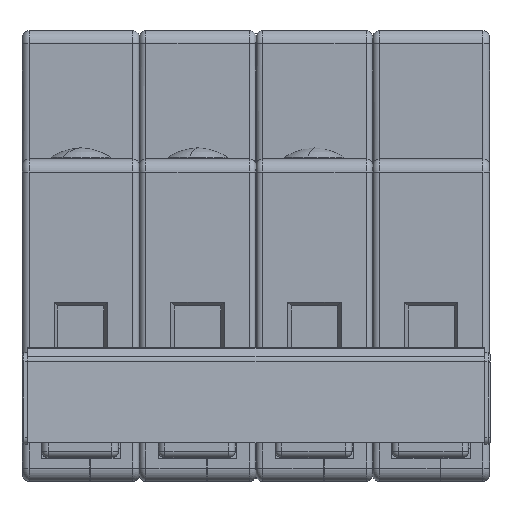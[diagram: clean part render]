
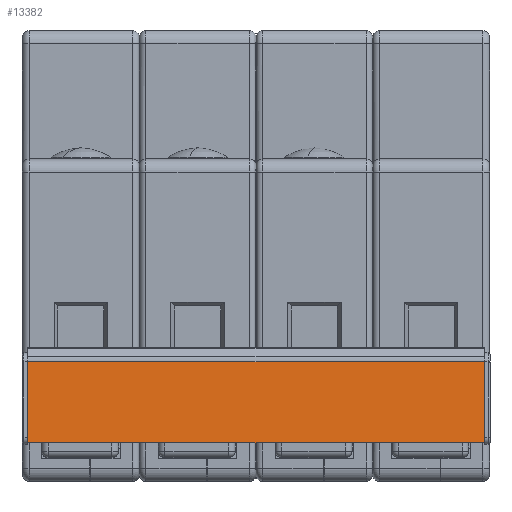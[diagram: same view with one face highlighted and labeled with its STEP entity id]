
A CAD part, front view. The second image highlights one B-rep face of the part: STEP entity #13382.
In plain terms, the highlighted face is planar.
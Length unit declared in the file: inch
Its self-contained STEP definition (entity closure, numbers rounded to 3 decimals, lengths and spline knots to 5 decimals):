
#791 = EDGE_CURVE ( 'NONE', #2790, #19016, #6333, .T. ) ;
#1191 = VECTOR ( 'NONE', #3089, 39.37008 ) ;
#2702 = CARTESIAN_POINT ( 'NONE',  ( 1.03926, -1.05707, -1.365 ) ) ;
#2790 = VERTEX_POINT ( 'NONE', #8786 ) ;
#3089 = DIRECTION ( 'NONE',  ( -0.997, -0.074, 0. ) ) ;
#3868 = VECTOR ( 'NONE', #25787, 39.37008 ) ;
#4293 = ORIENTED_EDGE ( 'NONE', *, *, #27230, .T. ) ;
#4491 = DIRECTION ( 'NONE',  ( 0., 0., -1. ) ) ;
#6333 = LINE ( 'NONE', #16641, #3868 ) ;
#8295 = CARTESIAN_POINT ( 'NONE',  ( 1.52369, -1.02098, 1.365 ) ) ;
#8458 = AXIS2_PLACEMENT_3D ( 'NONE', #13999, #12014, #20647 ) ;
#8786 = CARTESIAN_POINT ( 'NONE',  ( 1.03926, -1.05707, 1.365 ) ) ;
#9023 = CARTESIAN_POINT ( 'NONE',  ( 1.03926, -1.05707, -1.365 ) ) ;
#9272 = EDGE_LOOP ( 'NONE', ( #20338, #10756, #14540, #4293 ) ) ;
#10698 = LINE ( 'NONE', #8295, #22942 ) ;
#10756 = ORIENTED_EDGE ( 'NONE', *, *, #791, .F. ) ;
#12014 = DIRECTION ( 'NONE',  ( 0.074, -0.997, 0. ) ) ;
#12755 = VERTEX_POINT ( 'NONE', #16770 ) ;
#12989 = LINE ( 'NONE', #9023, #18099 ) ;
#13382 = ADVANCED_FACE ( 'NONE', ( #16117 ), #24723, .F. ) ;
#13999 = CARTESIAN_POINT ( 'NONE',  ( 1.03926, -1.05707, 1.365 ) ) ;
#14540 = ORIENTED_EDGE ( 'NONE', *, *, #24998, .F. ) ;
#14585 = CARTESIAN_POINT ( 'NONE',  ( 1.52369, -1.02098, -1.365 ) ) ;
#15740 = EDGE_CURVE ( 'NONE', #22974, #19016, #12989, .T. ) ;
#16117 = FACE_OUTER_BOUND ( 'NONE', #9272, .T. ) ;
#16641 = CARTESIAN_POINT ( 'NONE',  ( 1.03926, -1.05707, 1.365 ) ) ;
#16770 = CARTESIAN_POINT ( 'NONE',  ( 1.52369, -1.02098, 1.365 ) ) ;
#18099 = VECTOR ( 'NONE', #21458, 39.37008 ) ;
#19016 = VERTEX_POINT ( 'NONE', #2702 ) ;
#20338 = ORIENTED_EDGE ( 'NONE', *, *, #15740, .T. ) ;
#20647 = DIRECTION ( 'NONE',  ( 0.997, 0.074, 0. ) ) ;
#21458 = DIRECTION ( 'NONE',  ( -0.997, -0.074, 0. ) ) ;
#22942 = VECTOR ( 'NONE', #4491, 39.37008 ) ;
#22974 = VERTEX_POINT ( 'NONE', #14585 ) ;
#24723 = PLANE ( 'NONE',  #8458 ) ;
#24802 = CARTESIAN_POINT ( 'NONE',  ( 1.03926, -1.05707, 1.365 ) ) ;
#24998 = EDGE_CURVE ( 'NONE', #12755, #2790, #25082, .T. ) ;
#25082 = LINE ( 'NONE', #24802, #1191 ) ;
#25787 = DIRECTION ( 'NONE',  ( 0., 0., -1. ) ) ;
#27230 = EDGE_CURVE ( 'NONE', #12755, #22974, #10698, .T. ) ;
